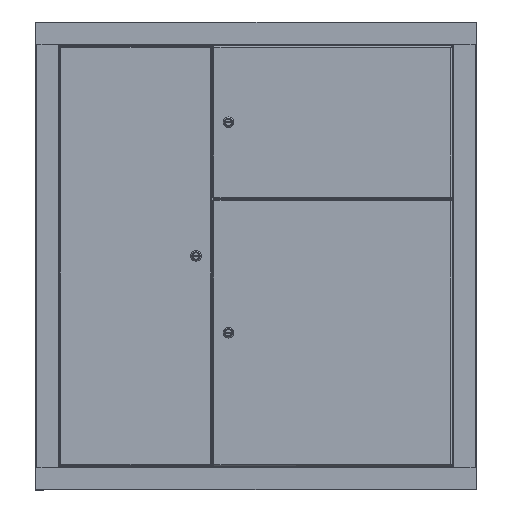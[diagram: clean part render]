
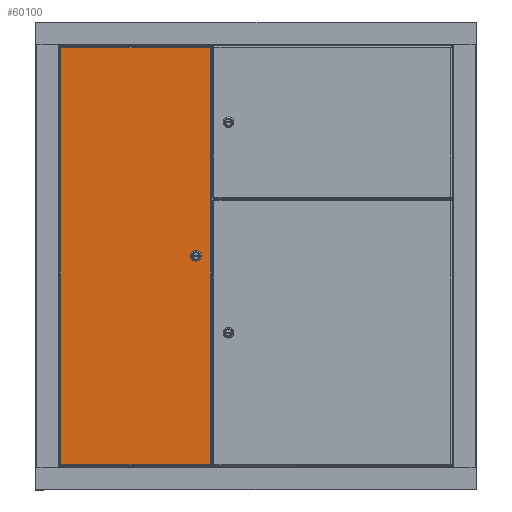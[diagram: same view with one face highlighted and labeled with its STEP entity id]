
A CAD part, top view. The second image highlights one B-rep face of the part: STEP entity #60100.
In plain terms, the highlighted planar face has unit normal (0, 0, 1).
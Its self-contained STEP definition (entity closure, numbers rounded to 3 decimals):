
#2431 = EDGE_CURVE ( 'NONE', #23704, #54157, #14192, .T. ) ;
#3184 = EDGE_CURVE ( 'NONE', #56892, #23704, #9068, .T. ) ;
#3644 = CIRCLE ( 'NONE', #6811, 9.25 ) ;
#5304 = CARTESIAN_POINT ( 'NONE',  ( -122., 447.851, 0. ) ) ;
#5458 = ORIENTED_EDGE ( 'NONE', *, *, #22340, .F. ) ;
#5792 = VECTOR ( 'NONE', #38842, 1000. ) ;
#5839 = PLANE ( 'NONE',  #16071 ) ;
#6388 = DIRECTION ( 'NONE',  ( 1., 0., 0. ) ) ;
#6811 = AXIS2_PLACEMENT_3D ( 'NONE', #41091, #61122, #6388 ) ;
#7034 = CARTESIAN_POINT ( 'NONE',  ( -122., 455.149, 0. ) ) ;
#7151 = EDGE_LOOP ( 'NONE', ( #5458, #32958, #48359, #58188 ) ) ;
#8640 = CARTESIAN_POINT ( 'NONE',  ( -161.7, 2.3, 0. ) ) ;
#9068 = LINE ( 'NONE', #13306, #46456 ) ;
#9412 = DIRECTION ( 'NONE',  ( -1., 0., 0. ) ) ;
#10673 = EDGE_CURVE ( 'NONE', #34610, #39278, #54643, .T. ) ;
#11204 = VECTOR ( 'NONE', #17186, 1000. ) ;
#11622 = DIRECTION ( 'NONE',  ( 0., 1., 0. ) ) ;
#13036 = VERTEX_POINT ( 'NONE', #33500 ) ;
#13306 = CARTESIAN_POINT ( 'NONE',  ( -161.7, 903., 0. ) ) ;
#13465 = CARTESIAN_POINT ( 'NONE',  ( -161.7, 900.7, 0. ) ) ;
#13990 = CARTESIAN_POINT ( 'NONE',  ( -139., 455.149, 0. ) ) ;
#14192 = LINE ( 'NONE', #8640, #60634 ) ;
#15032 = EDGE_CURVE ( 'NONE', #54157, #18564, #52582, .T. ) ;
#16071 = AXIS2_PLACEMENT_3D ( 'NONE', #21885, #50725, #16632 ) ;
#16632 = DIRECTION ( 'NONE',  ( 1., 0., 0. ) ) ;
#16676 = AXIS2_PLACEMENT_3D ( 'NONE', #38435, #34199, #64059 ) ;
#17186 = DIRECTION ( 'NONE',  ( 0., 1., 0. ) ) ;
#17799 = DIRECTION ( 'NONE',  ( 1., 0., 0. ) ) ;
#18564 = VERTEX_POINT ( 'NONE', #41640 ) ;
#21885 = CARTESIAN_POINT ( 'NONE',  ( 0., 0., 0. ) ) ;
#22340 = EDGE_CURVE ( 'NONE', #39278, #37884, #51212, .T. ) ;
#22427 = CARTESIAN_POINT ( 'NONE',  ( 161.7, 2.3, 0. ) ) ;
#23704 = VERTEX_POINT ( 'NONE', #29981 ) ;
#23879 = CARTESIAN_POINT ( 'NONE',  ( -139., 447.851, 0. ) ) ;
#24052 = EDGE_CURVE ( 'NONE', #13036, #34610, #3644, .T. ) ;
#24778 = CARTESIAN_POINT ( 'NONE',  ( 164., 900.7, 0. ) ) ;
#29981 = CARTESIAN_POINT ( 'NONE',  ( -161.7, 2.3, 0. ) ) ;
#30199 = VECTOR ( 'NONE', #11622, 1000. ) ;
#32958 = ORIENTED_EDGE ( 'NONE', *, *, #10673, .F. ) ;
#33500 = CARTESIAN_POINT ( 'NONE',  ( -122., 455.149, 0. ) ) ;
#34199 = DIRECTION ( 'NONE',  ( 0., 0., 1. ) ) ;
#34610 = VERTEX_POINT ( 'NONE', #45993 ) ;
#35779 = EDGE_LOOP ( 'NONE', ( #42895, #54793, #50350, #36094 ) ) ;
#36094 = ORIENTED_EDGE ( 'NONE', *, *, #3184, .T. ) ;
#36925 = FACE_OUTER_BOUND ( 'NONE', #35779, .T. ) ;
#37884 = VERTEX_POINT ( 'NONE', #5304 ) ;
#38435 = CARTESIAN_POINT ( 'NONE',  ( -130.5, 451.5, 0. ) ) ;
#38842 = DIRECTION ( 'NONE',  ( 0., -1., 0. ) ) ;
#39138 = DIRECTION ( 'NONE',  ( 0., -1., 0. ) ) ;
#39278 = VERTEX_POINT ( 'NONE', #23879 ) ;
#41091 = CARTESIAN_POINT ( 'NONE',  ( -130.5, 451.5, 0. ) ) ;
#41640 = CARTESIAN_POINT ( 'NONE',  ( 161.7, 900.7, 0. ) ) ;
#42895 = ORIENTED_EDGE ( 'NONE', *, *, #2431, .T. ) ;
#43109 = EDGE_CURVE ( 'NONE', #37884, #13036, #56554, .T. ) ;
#45993 = CARTESIAN_POINT ( 'NONE',  ( -139., 455.149, 0. ) ) ;
#46432 = FACE_BOUND ( 'NONE', #7151, .T. ) ;
#46456 = VECTOR ( 'NONE', #39138, 1000. ) ;
#48359 = ORIENTED_EDGE ( 'NONE', *, *, #24052, .F. ) ;
#50350 = ORIENTED_EDGE ( 'NONE', *, *, #63525, .T. ) ;
#50725 = DIRECTION ( 'NONE',  ( 0., 0., 1. ) ) ;
#51212 = CIRCLE ( 'NONE', #16676, 9.25 ) ;
#52582 = LINE ( 'NONE', #22427, #11204 ) ;
#54157 = VERTEX_POINT ( 'NONE', #57824 ) ;
#54643 = LINE ( 'NONE', #13990, #5792 ) ;
#54793 = ORIENTED_EDGE ( 'NONE', *, *, #15032, .T. ) ;
#56554 = LINE ( 'NONE', #7034, #30199 ) ;
#56892 = VERTEX_POINT ( 'NONE', #13465 ) ;
#57824 = CARTESIAN_POINT ( 'NONE',  ( 161.7, 2.3, 0. ) ) ;
#58188 = ORIENTED_EDGE ( 'NONE', *, *, #43109, .F. ) ;
#58270 = VECTOR ( 'NONE', #9412, 1000. ) ;
#59562 = LINE ( 'NONE', #24778, #58270 ) ;
#60100 = ADVANCED_FACE ( 'NONE', ( #46432, #36925 ), #5839, .T. ) ;
#60634 = VECTOR ( 'NONE', #17799, 1000. ) ;
#61122 = DIRECTION ( 'NONE',  ( 0., 0., 1. ) ) ;
#63525 = EDGE_CURVE ( 'NONE', #18564, #56892, #59562, .T. ) ;
#64059 = DIRECTION ( 'NONE',  ( 1., 0., 0. ) ) ;
